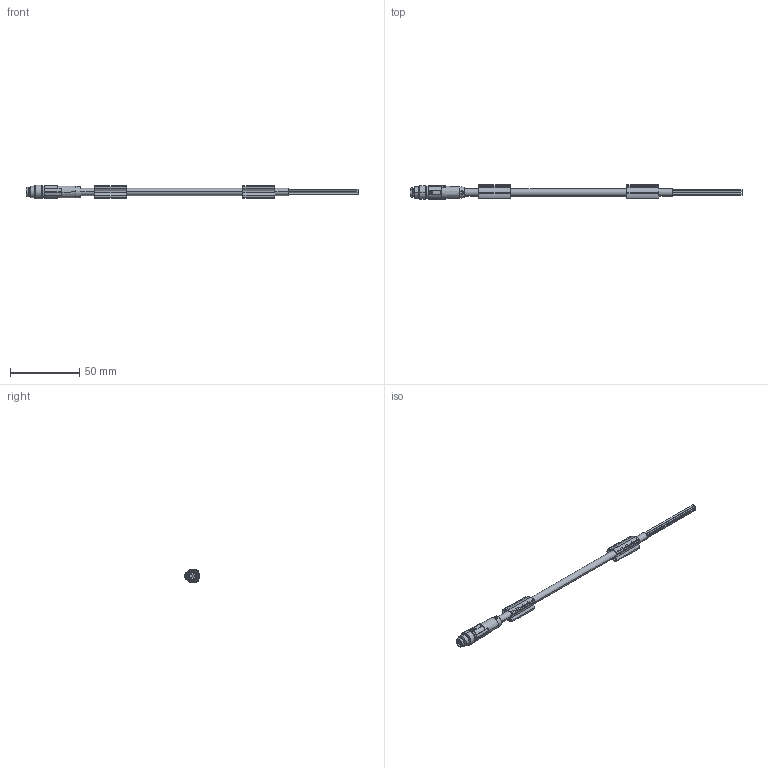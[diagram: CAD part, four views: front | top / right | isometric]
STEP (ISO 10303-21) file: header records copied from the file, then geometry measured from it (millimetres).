
FILE_DESCRIPTION(('SolidDesigner STEP Export'),'2;1');
FILE_NAME('1522312.stp','2009-03-06T 9:29:22',(''),(''),'CoCreate Modeling STEP processor for AP214 (Solid Model)','CoCreate Modeling 16.00A 16-Aug-2008 (C) Parametric Technology GmbH','');
FILE_SCHEMA(('AUTOMOTIVE_DESIGN { 1 0 10303 214 1 1 1 1 }'));
Length unit declared in the file: millimetre
Products named in the file (2): 1522312
Assembly tree (1 placements, depth 2):
  1522312
    1522312
Bounding box: 239.45 x 10.71 x 10 mm (x, y, z)
Volume: 6865.4 mm3; surface area: 8193.3 mm2
Topology: 1 solids, 1 shells, 346 faces, 918 edges, 589 vertices
Faces by surface type: cylinder 147, plane 92, extrusion 36, cone 30, torus 25, sphere 12, bspline 4
Entity records: 15484 total; most frequent: CARTESIAN_POINT 4978, ORIENTED_EDGE 1812, DIRECTION 1336, EDGE_CURVE 906, VERTEX_POINT 589, AXIS2_PLACEMENT_3D 466, VECTOR 404, EDGE_LOOP 381
